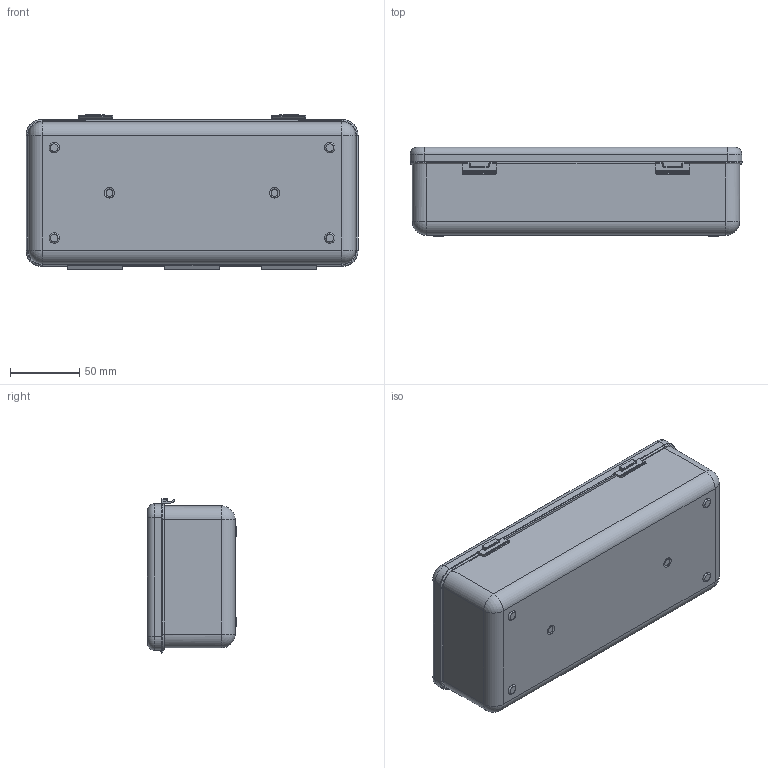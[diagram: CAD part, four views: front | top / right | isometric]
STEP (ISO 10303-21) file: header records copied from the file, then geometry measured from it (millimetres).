
FILE_DESCRIPTION (( 'STEP AP214' ), '1' );
FILE_NAME ('B151 Êîðîáêà ïëàñòèêîâàÿ, 240x110x65 ìì.STEP', '2020-01-27T10:10:40', ( 'Ïîëüçîâàòåëü Windows' ), ( '' ), 'SwSTEP 2.0', 'SolidWorks 2019', '' );
FILE_SCHEMA (( 'AUTOMOTIVE_DESIGN' ));
Length unit declared in the file: millimetre
Products named in the file (4): B151 ч鸗鍆趌00; B151 Êðûøêà_12; B151 澎觐耱黖00; B151 Êîðîáêà ïëàñòèêîâàÿ, 240x110x65 ìì
Assembly tree (4 placements, depth 2):
  B151 Êîðîáêà ïëàñòèêîâàÿ, 240x110x65 ìì
    B151 澎觐耱黖00
    B151 ч鸗鍆趌00  x2
    B151 Êðûøêà_12
Bounding box: 240.4 x 64.5 x 111.95 mm (x, y, z)
Volume: 121873.3 mm3; surface area: 184888 mm2
Topology: 10 solids, 10 shells, 328 faces, 802 edges, 474 vertices
Faces by surface type: plane 143, cylinder 121, sphere 32, torus 24, bspline 8
Entity records: 9114 total; most frequent: CARTESIAN_POINT 2169, DIRECTION 1456, ORIENTED_EDGE 1368, EDGE_CURVE 684, AXIS2_PLACEMENT_3D 533, VERTEX_POINT 416, LINE 390, VECTOR 390
